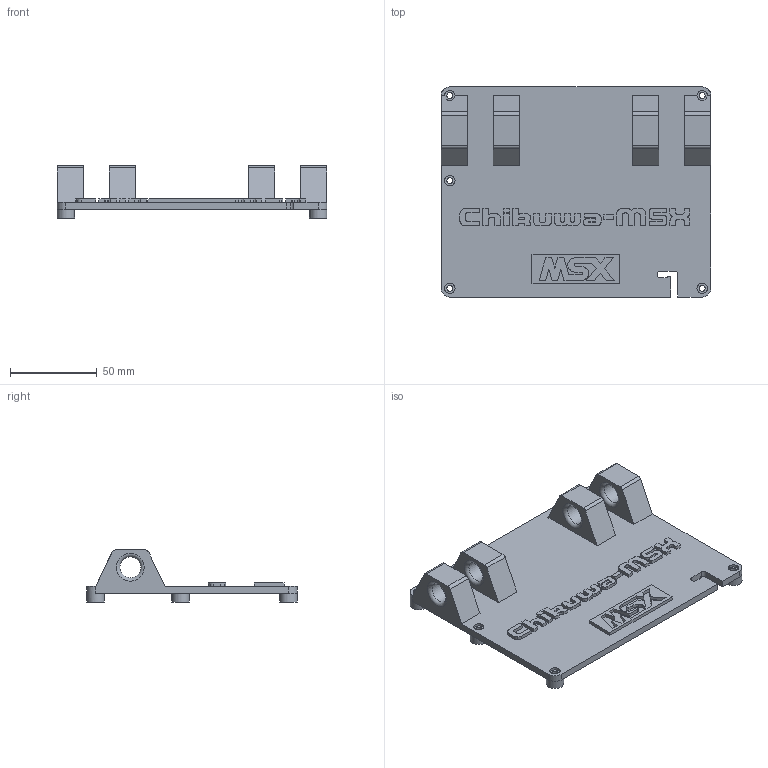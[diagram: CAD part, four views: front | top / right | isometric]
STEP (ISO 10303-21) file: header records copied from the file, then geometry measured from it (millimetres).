
FILE_DESCRIPTION(/* description */ (''),/* implementation_level */ '2;1');
FILE_NAME(/* name */ 'BackPanel_body.step.step',/* time_stamp */ '2024-08-04T12:05:51+09:00',/* author */ (''),/* organization */ (''),/* preprocessor_version */ 'ST-DEVELOPER v20',/* originating_system */ 'Autodesk Translation Framework v13.14.0.145',/* authorisation */ '');
FILE_SCHEMA (('AUTOMOTIVE_DESIGN { 1 0 10303 214 3 1 1 }'));
Length unit declared in the file: millimetre
Products named in the file (1): BackPanelUpper
Bounding box: 155.41 x 121.09 x 30 mm (x, y, z)
Volume: 108732.4 mm3; surface area: 50780.8 mm2
Topology: 1 solids, 1 shells, 365 faces, 1006 edges, 669 vertices
Faces by surface type: plane 204, bspline 116, cylinder 37, torus 8
Full cylindrical faces by diameter (mm): 3.5 x5, 6 x10, 10 x5, 12 x4
Entity records: 12633 total; most frequent: CARTESIAN_POINT 3977, ORIENTED_EDGE 2012, DIRECTION 1381, EDGE_CURVE 1006, VERTEX_POINT 669, LINE 667, VECTOR 667, EDGE_LOOP 409
